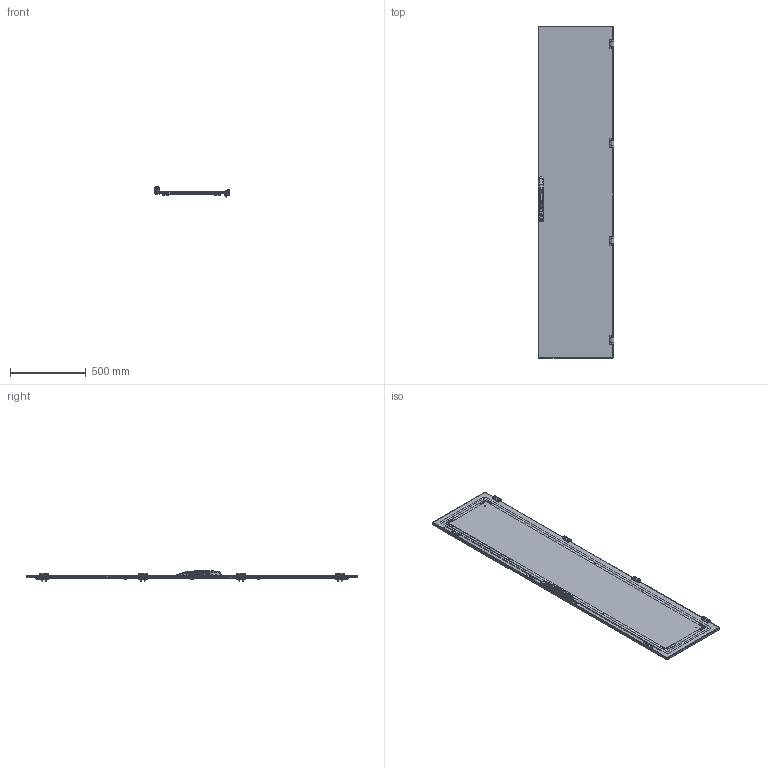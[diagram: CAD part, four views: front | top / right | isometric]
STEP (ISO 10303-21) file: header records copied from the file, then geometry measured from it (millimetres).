
FILE_DESCRIPTION (( 'STEP AP214' ), '1' );
FILE_NAME ('604.522.STEP', '2024-09-17T07:13:07', ( '' ), ( '' ), 'SwSTEP 2.0', 'SolidWorks 2021', '' );
FILE_SCHEMA (( 'AUTOMOTIVE_DESIGN' ));
Length unit declared in the file: millimetre
Products named in the file (37): Äâåðíîå ïîëîòíî ÌÊ-20 W500H2200; 867-2.step; 鎗鵻罻; MS867_________ASM.step; 867-6.step; Øïèëüêà ïðèâàðíàÿ Ì6õ16; 837-1_1.step; Øïèëüêà ïðèâàðíàÿ Ì6õ25; Âèíò Ì5õ10 ìåáåëüíûé; 867-1_3.step; 837-1_2.step; Øïèëüêà ïðèâàðíàÿ Ì6õ10; _______ASM.step; 嵑謺麃 CL213-3; 604.522; PT-M5X10.step; Äâåðíîé ïðîôèëü ÌÊ 20 W500; 867-3.step; CT-M6X8.step; 867-4.step; MS867-004.step; ﾒ聰 ﾌﾊ-20 H2200; Äâåðíîé ïðîôèëü ÌÊ 20 Í2200; Çàãëóøêà òÿãè; 867-7.step; Ãàñêåòèíã äâåðè W500H2200; 950.104 Ðó÷êà.step; MS867-002.step; Ãàéêà Ì6 äëÿ øïèëüêè; CL213-3; 嵑謺麃 1; Óãîëîê äâåðíîé; MS867-003.step; MS867-001.step; 项蜞轫铋 忤眚 DIN 7991 󊬱6; 867-5.step; 嵑謺麃 2
Assembly tree (80 placements, depth 5):
  604.522
    Äâåðíîå ïîëîòíî ÌÊ-20 W500H2200
    Ãàñêåòèíã äâåðè W500H2200
    Äâåðíîé ïðîôèëü ÌÊ 20 Í2200  x2
    Äâåðíîé ïðîôèëü ÌÊ 20 W500  x2
    ﾒ聰 ﾌﾊ-20 H2200
    Øïèëüêà ïðèâàðíàÿ Ì6õ16  x2
    Øïèëüêà ïðèâàðíàÿ Ì6õ25  x14
    Øïèëüêà ïðèâàðíàÿ Ì6õ10  x4
    Çàãëóøêà òÿãè  x4
    Óãîëîê äâåðíîé  x4
    Ãàéêà Ì6 äëÿ øïèëüêè  x14
    950.104 Ðó÷êà.step
      MS867_________ASM.step
        _______ASM.step
          MS867-002.step
          MS867-003.step
          867-7.step
          867-5.step
          867-6.step
        MS867-001.step
        MS867-004.step
      867-2.step
      867-3.step
      867-4.step
      PT-M5X10.step
      CT-M6X8.step
      837-1_1.step
      837-1_2.step
      867-1_3.step  x2
    CL213-3  x4
      嵑謺麃 CL213-3
        鎗鵻罻
        嵑謺麃 1
        嵑謺麃 2
      项蜞轫铋 忤眚 DIN 7991 󊬱6
      Âèíò Ì5õ10 ìåáåëüíûé
Bounding box: 497.9 x 2190 x 67.56 mm (x, y, z)
Volume: 3517357.9 mm3; surface area: 3450217.5 mm2
Topology: 93 solids, 93 shells, 4838 faces, 12971 edges, 8330 vertices
Faces by surface type: cylinder 2234, plane 1873, cone 362, bspline 285, torus 70, sphere 14
Entity records: 89709 total; most frequent: CARTESIAN_POINT 33783, ORIENTED_EDGE 11826, DIRECTION 10577, EDGE_CURVE 5913, AXIS2_PLACEMENT_3D 3928, VERTEX_POINT 3820, LINE 2721, VECTOR 2721
